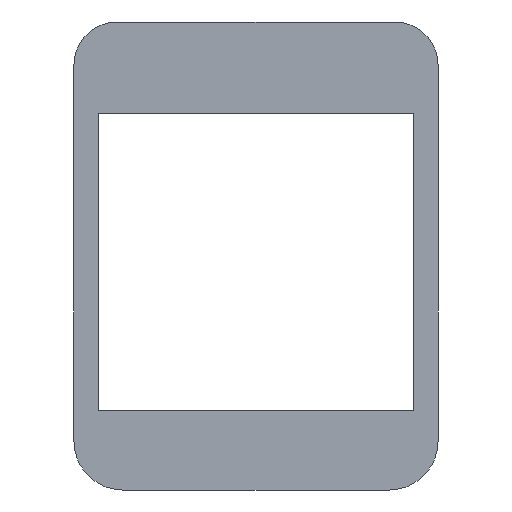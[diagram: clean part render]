
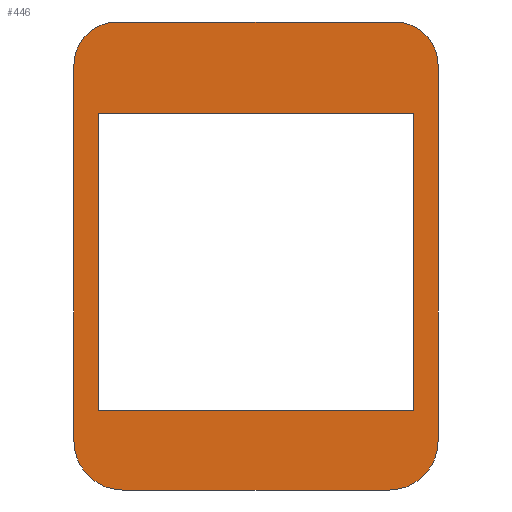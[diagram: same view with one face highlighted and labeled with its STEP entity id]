
A CAD part, front view. The second image highlights one B-rep face of the part: STEP entity #446.
In plain terms, the highlighted planar face has unit normal (0, -1, 0).
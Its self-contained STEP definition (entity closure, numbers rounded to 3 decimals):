
#15=FACE_BOUND('',#63,.T.);
#19=PLANE('',#485);
#39=FACE_OUTER_BOUND('',#62,.T.);
#62=EDGE_LOOP('',(#320,#321,#322,#323,#324,#325,#326,#327));
#63=EDGE_LOOP('',(#328,#329,#330,#331));
#88=LINE('',#644,#144);
#91=LINE('',#650,#147);
#92=LINE('',#654,#148);
#93=LINE('',#658,#149);
#94=LINE('',#662,#150);
#95=LINE('',#664,#151);
#96=LINE('',#666,#152);
#97=LINE('',#667,#153);
#144=VECTOR('',#524,10.);
#147=VECTOR('',#529,10.);
#148=VECTOR('',#532,10.);
#149=VECTOR('',#535,10.);
#150=VECTOR('',#538,10.);
#151=VECTOR('',#539,10.);
#152=VECTOR('',#540,10.);
#153=VECTOR('',#541,10.);
#199=CIRCLE('',#483,4.);
#200=CIRCLE('',#486,4.);
#201=CIRCLE('',#487,3.5);
#202=CIRCLE('',#488,3.5);
#208=VERTEX_POINT('',#637);
#209=VERTEX_POINT('',#639);
#210=VERTEX_POINT('',#643);
#212=VERTEX_POINT('',#649);
#213=VERTEX_POINT('',#651);
#214=VERTEX_POINT('',#653);
#215=VERTEX_POINT('',#655);
#216=VERTEX_POINT('',#657);
#217=VERTEX_POINT('',#660);
#218=VERTEX_POINT('',#661);
#219=VERTEX_POINT('',#663);
#220=VERTEX_POINT('',#665);
#250=EDGE_CURVE('',#208,#209,#199,.T.);
#252=EDGE_CURVE('',#209,#210,#88,.T.);
#255=EDGE_CURVE('',#208,#212,#91,.T.);
#256=EDGE_CURVE('',#213,#212,#200,.T.);
#257=EDGE_CURVE('',#213,#214,#92,.T.);
#258=EDGE_CURVE('',#215,#214,#201,.T.);
#259=EDGE_CURVE('',#215,#216,#93,.T.);
#260=EDGE_CURVE('',#210,#216,#202,.T.);
#261=EDGE_CURVE('',#217,#218,#94,.T.);
#262=EDGE_CURVE('',#218,#219,#95,.T.);
#263=EDGE_CURVE('',#220,#219,#96,.T.);
#264=EDGE_CURVE('',#220,#217,#97,.T.);
#320=ORIENTED_EDGE('',*,*,#250,.F.);
#321=ORIENTED_EDGE('',*,*,#255,.T.);
#322=ORIENTED_EDGE('',*,*,#256,.F.);
#323=ORIENTED_EDGE('',*,*,#257,.T.);
#324=ORIENTED_EDGE('',*,*,#258,.F.);
#325=ORIENTED_EDGE('',*,*,#259,.T.);
#326=ORIENTED_EDGE('',*,*,#260,.F.);
#327=ORIENTED_EDGE('',*,*,#252,.F.);
#328=ORIENTED_EDGE('',*,*,#261,.T.);
#329=ORIENTED_EDGE('',*,*,#262,.T.);
#330=ORIENTED_EDGE('',*,*,#263,.F.);
#331=ORIENTED_EDGE('',*,*,#264,.T.);
#446=ADVANCED_FACE('',(#39,#15),#19,.F.);
#483=AXIS2_PLACEMENT_3D('',#640,#519,#520);
#485=AXIS2_PLACEMENT_3D('',#648,#527,#528);
#486=AXIS2_PLACEMENT_3D('',#652,#530,#531);
#487=AXIS2_PLACEMENT_3D('',#656,#533,#534);
#488=AXIS2_PLACEMENT_3D('',#659,#536,#537);
#519=DIRECTION('center_axis',(0.,1.,0.));
#520=DIRECTION('ref_axis',(-0.707,0.,-0.707));
#524=DIRECTION('',(0.,0.,1.));
#527=DIRECTION('center_axis',(0.,1.,0.));
#528=DIRECTION('ref_axis',(-1.,0.,0.));
#529=DIRECTION('',(1.,0.,0.));
#530=DIRECTION('center_axis',(0.,1.,0.));
#531=DIRECTION('ref_axis',(0.707,0.,-0.707));
#532=DIRECTION('',(0.,0.,1.));
#533=DIRECTION('center_axis',(0.,1.,0.));
#534=DIRECTION('ref_axis',(0.707,0.,0.707));
#535=DIRECTION('',(-1.,0.,0.));
#536=DIRECTION('center_axis',(0.,1.,0.));
#537=DIRECTION('ref_axis',(-0.707,0.,0.707));
#538=DIRECTION('',(0.,0.,-1.));
#539=DIRECTION('',(-1.,0.,0.));
#540=DIRECTION('',(0.,0.,-1.));
#541=DIRECTION('',(1.,0.,0.));
#637=CARTESIAN_POINT('',(-10.55,11.5,-6.5));
#639=CARTESIAN_POINT('',(-14.55,11.5,-2.5));
#640=CARTESIAN_POINT('Origin',(-10.55,11.5,-2.5));
#643=CARTESIAN_POINT('',(-14.55,11.5,28.3));
#644=CARTESIAN_POINT('',(-14.55,11.5,-6.5));
#648=CARTESIAN_POINT('Origin',(0.35,11.5,27.05));
#649=CARTESIAN_POINT('',(11.25,11.5,-6.5));
#650=CARTESIAN_POINT('',(-12.55,11.5,-6.5));
#651=CARTESIAN_POINT('',(15.25,11.5,-2.5));
#652=CARTESIAN_POINT('Origin',(11.25,11.5,-2.5));
#653=CARTESIAN_POINT('',(15.25,11.5,28.3));
#654=CARTESIAN_POINT('',(15.25,11.5,29.8));
#655=CARTESIAN_POINT('',(11.75,11.5,31.8));
#656=CARTESIAN_POINT('Origin',(11.75,11.5,28.3));
#657=CARTESIAN_POINT('',(-11.05,11.5,31.8));
#658=CARTESIAN_POINT('',(15.25,11.5,31.8));
#659=CARTESIAN_POINT('Origin',(-11.05,11.5,28.3));
#660=CARTESIAN_POINT('',(13.25,11.5,24.3));
#661=CARTESIAN_POINT('',(13.25,11.5,0.));
#662=CARTESIAN_POINT('',(13.25,11.5,29.8));
#663=CARTESIAN_POINT('',(-12.55,11.5,0.));
#664=CARTESIAN_POINT('',(13.25,11.5,0.));
#665=CARTESIAN_POINT('',(-12.55,11.5,24.3));
#666=CARTESIAN_POINT('',(-12.55,11.5,29.8));
#667=CARTESIAN_POINT('',(-12.55,11.5,24.3));
